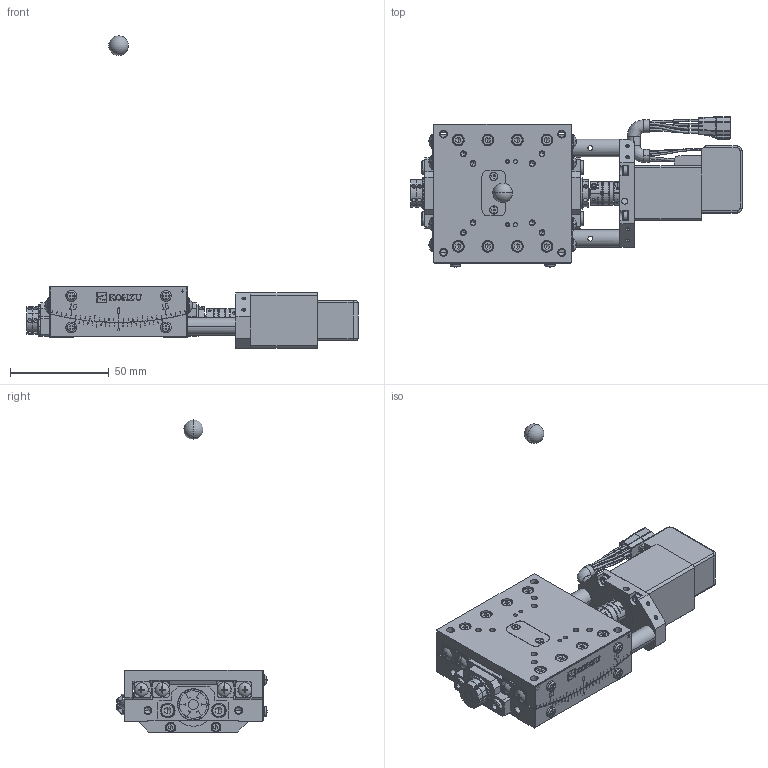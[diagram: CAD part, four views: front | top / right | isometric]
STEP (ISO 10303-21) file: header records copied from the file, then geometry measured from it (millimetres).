
FILE_DESCRIPTION( (''), '2;1');
FILE_NAME ('DR051325-0001-000-00.stp','2019-04-18T21:05:07',(''),(''),'spGate 13.4.4','','');
FILE_SCHEMA (('AUTOMOTIVE_DESIGN'));
Length unit declared in the file: millimetre
Products named in the file (8): Assembly; DR051325-0001-000-00-prt0; DR051325-0001-000-00-prt1; DR051325-0001-000-00-prt2; DR051325-0001-000-00-prt3; DR051325-0001-000-00-prt4; DR051325-0001-000-00-prt5; DR051325-0001-000-00-prt6
Assembly tree (7 placements, depth 2):
  Assembly
    DR051325-0001-000-00-prt0
    DR051325-0001-000-00-prt1
    DR051325-0001-000-00-prt2
    DR051325-0001-000-00-prt3
    DR051325-0001-000-00-prt4
    DR051325-0001-000-00-prt5
    DR051325-0001-000-00-prt6
Bounding box: 168.5 x 76.26 x 158.5 mm (x, y, z)
Volume: 170508.5 mm3; surface area: 67439.6 mm2
Topology: 8 solids, 8 shells, 2983 faces, 7549 edges, 4693 vertices
Faces by surface type: plane 1615, cylinder 840, bspline 514, sphere 14
Full cylindrical faces by diameter (mm): 6.9 x4
Entity records: 154157 total; most frequent: CARTESIAN_POINT 27105, ORIENTED_EDGE 14766, DIRECTION 13037, COLOUR_RGB 10370, PRESENTATION_STYLE_ASSIGNMENT 10370, STYLED_ITEM 10370, EDGE_CURVE 7383, DRAUGHTING_PRE_DEFINED_CURVE_FONT 7383
